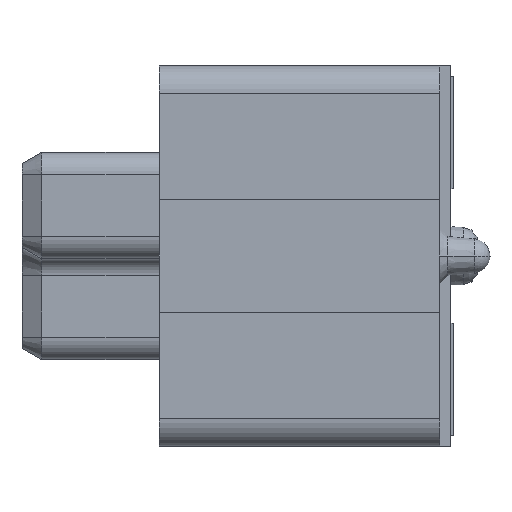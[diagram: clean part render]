
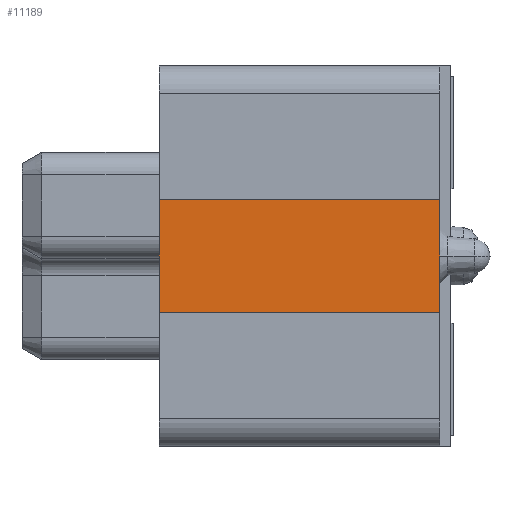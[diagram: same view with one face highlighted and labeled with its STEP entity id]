
A CAD part, left-side view. The second image highlights one B-rep face of the part: STEP entity #11189.
In plain terms, the highlighted planar face has unit normal (-1, 0, 0).
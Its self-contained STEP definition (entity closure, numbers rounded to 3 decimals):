
#3120=DIRECTION('',(0.,-1.,0.));
#3121=VECTOR('',#3120,5.);
#3122=CARTESIAN_POINT('',(-10.7,5.2,-1.));
#3123=LINE('5044',#3122,#3121);
#3132=DIRECTION('',(0.,0.,1.));
#3133=VECTOR('',#3132,2.);
#3134=CARTESIAN_POINT('',(-10.7,5.2,-1.));
#3135=LINE('4295',#3134,#3133);
#3136=DIRECTION('',(0.,-1.,0.));
#3137=VECTOR('',#3136,5.);
#3138=CARTESIAN_POINT('',(-10.7,5.2,1.));
#3139=LINE('5043',#3138,#3137);
#3140=DIRECTION('',(0.,0.,-1.));
#3141=VECTOR('',#3140,2.);
#3142=CARTESIAN_POINT('',(-10.7,0.2,1.));
#3143=LINE('4283',#3142,#3141);
#5420=CARTESIAN_POINT('',(-10.7,0.2,-1.));
#5422=VERTEX_POINT('',#5420);
#5424=CARTESIAN_POINT('',(-10.7,0.2,1.));
#5425=VERTEX_POINT('',#5424);
#5442=CARTESIAN_POINT('',(-10.7,5.2,1.));
#5443=VERTEX_POINT('',#5442);
#5444=CARTESIAN_POINT('',(-10.7,5.2,-1.));
#5445=VERTEX_POINT('',#5444);
#11177=CARTESIAN_POINT('',(-10.7,2.7,0.));
#11178=DIRECTION('',(1.,0.,0.));
#11179=DIRECTION('',(0.,0.,-1.));
#11180=AXIS2_PLACEMENT_3D('',#11177,#11178,#11179);
#11181=PLANE('5537',#11180);
#11182=ORIENTED_EDGE('4295',*,*,#7518,.T.);
#11184=ORIENTED_EDGE('5043',*,*,#11183,.T.);
#11185=ORIENTED_EDGE('4283',*,*,#11094,.T.);
#11186=ORIENTED_EDGE('5044',*,*,#11170,.F.);
#11187=EDGE_LOOP('5537',(#11182,#11184,#11185,#11186));
#11188=FACE_OUTER_BOUND('5537',#11187,.F.);
#11189=ADVANCED_FACE('5537',(#11188),#11181,.F.);
#7518=EDGE_CURVE('4295',#5445,#5443,#3135,.T.);
#11094=EDGE_CURVE('4283',#5425,#5422,#3143,.T.);
#11170=EDGE_CURVE('5044',#5445,#5422,#3123,.T.);
#11183=EDGE_CURVE('5043',#5443,#5425,#3139,.T.);
